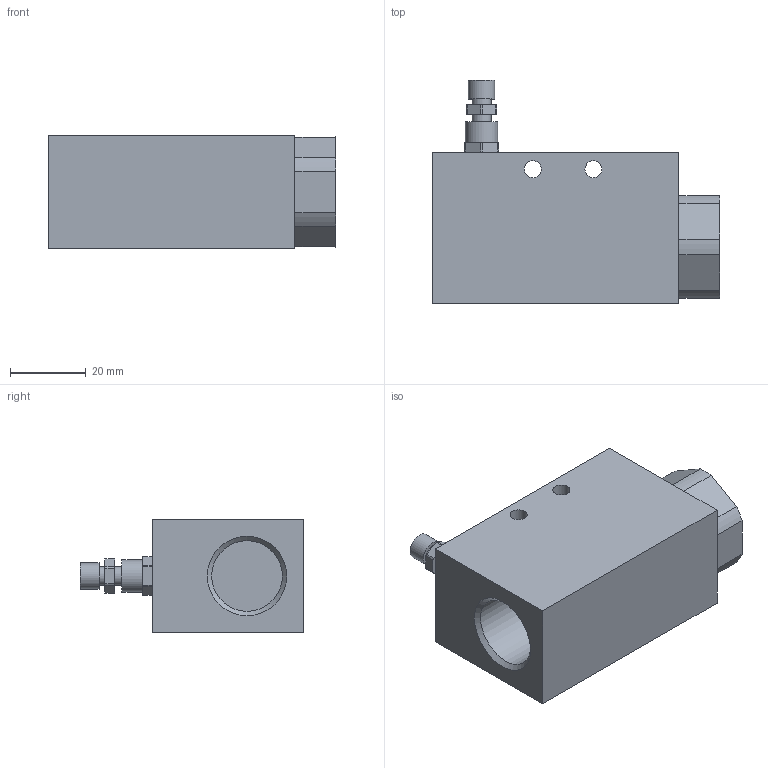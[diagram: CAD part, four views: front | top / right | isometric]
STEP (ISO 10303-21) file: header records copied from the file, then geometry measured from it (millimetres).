
FILE_DESCRIPTION( ( 'STEP AP214' ), ' ' );
FILE_NAME( 'W360600000459.stp', '2017-03-31T09:44:22', ( '' ), ( '' ), ' ', 'PARTsolutions', ' ' );
FILE_SCHEMA( ( 'AUTOMOTIVE_DESIGN { 1 0 10303 214 1 1 1 1 }' ) );
Length unit declared in the file: millimetre
Products named in the file (1): _W360600000459
Bounding box: 75.8 x 59 x 30 mm (x, y, z)
Volume: 76901.5 mm3; surface area: 15380.9 mm2
Topology: 1 solids, 1 shells, 61 faces, 148 edges, 98 vertices
Faces by surface type: plane 33, cylinder 26, cone 2
Full cylindrical faces by diameter (mm): 4.5 x2, 5 x2, 6.9 x1, 8.5 x1, 18.631 x2
Entity records: 2262 total; most frequent: DIRECTION 316, CARTESIAN_POINT 298, ORIENTED_EDGE 276, EDGE_CURVE 138, AXIS2_PLACEMENT_3D 116, VERTEX_POINT 98, EDGE_LOOP 84, LINE 84
